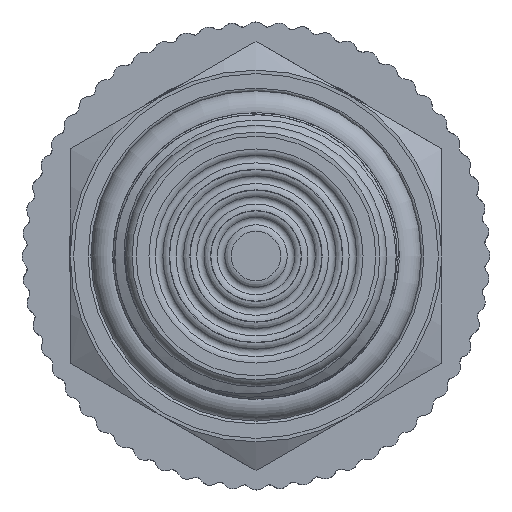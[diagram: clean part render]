
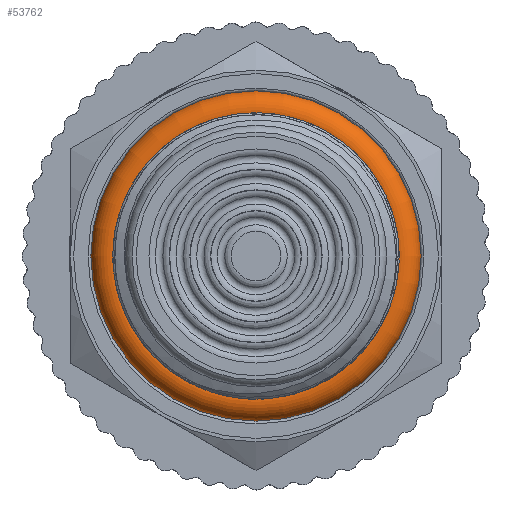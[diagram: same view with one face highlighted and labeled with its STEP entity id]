
A CAD part, left-side view. The second image highlights one B-rep face of the part: STEP entity #53762.
In plain terms, the highlighted toroidal (fillet/blend) face has major radius 10.6 mm and minor radius 1.4 mm.
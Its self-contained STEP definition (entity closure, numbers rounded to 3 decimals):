
#945=TOROIDAL_SURFACE('',#58067,10.6,1.4);
#5922=FACE_OUTER_BOUND('',#8787,.T.);
#8787=EDGE_LOOP('',(#50177,#50178,#50179,#50180));
#9769=CIRCLE('',#58068,1.4);
#9770=CIRCLE('',#58069,9.2);
#25736=VERTEX_POINT('',#117887);
#33883=EDGE_CURVE('',#25736,#25736,#9769,.T.);
#33884=EDGE_CURVE('',#25736,#25736,#9770,.T.);
#50177=ORIENTED_EDGE('',*,*,#33883,.F.);
#50178=ORIENTED_EDGE('',*,*,#33884,.T.);
#50179=ORIENTED_EDGE('',*,*,#33883,.T.);
#50180=ORIENTED_EDGE('',*,*,#33884,.F.);
#53762=ADVANCED_FACE('',(#5922),#945,.T.);
#58067=AXIS2_PLACEMENT_3D('',#117886,#70855,#70856);
#58068=AXIS2_PLACEMENT_3D('',#117888,#70857,#70858);
#58069=AXIS2_PLACEMENT_3D('',#117889,#70859,#70860);
#70855=DIRECTION('center_axis',(1.,0.,0.));
#70856=DIRECTION('ref_axis',(0.,0.,-1.));
#70857=DIRECTION('center_axis',(0.,-1.,0.));
#70858=DIRECTION('ref_axis',(0.,0.,1.));
#70859=DIRECTION('center_axis',(-1.,0.,0.));
#70860=DIRECTION('ref_axis',(0.,0.,-1.));
#117886=CARTESIAN_POINT('Origin',(20.7,0.,0.));
#117887=CARTESIAN_POINT('',(20.7,0.,9.2));
#117888=CARTESIAN_POINT('Origin',(20.7,0.,10.6));
#117889=CARTESIAN_POINT('Origin',(20.7,0.,0.));
